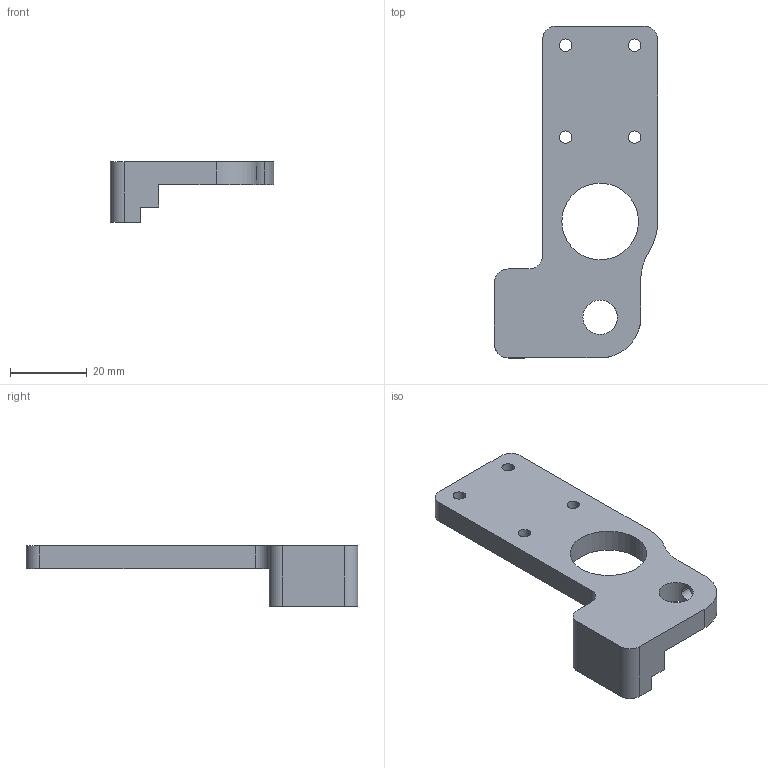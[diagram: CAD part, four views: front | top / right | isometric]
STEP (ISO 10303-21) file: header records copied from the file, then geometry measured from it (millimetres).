
FILE_DESCRIPTION (( 'STEP AP203' ), '1' );
FILE_NAME ('CB-001-004 - Motor Mount Plate.STEP', '2023-07-16T16:27:45', ( '' ), ( '' ), 'SwSTEP 2.0', 'SolidWorks 2023', '' );
FILE_SCHEMA (( 'CONFIG_CONTROL_DESIGN' ));
Length unit declared in the file: millimetre
Products named in the file (1): CB-001-004 - Motor Mount Plate
Bounding box: 42.6 x 86.6 x 15.85 mm (x, y, z)
Volume: 15946.9 mm3; surface area: 7824.8 mm2
Topology: 1 solids, 1 shells, 46 faces, 127 edges, 83 vertices
Faces by surface type: cylinder 27, plane 15, cone 4
Entity records: 1668 total; most frequent: CARTESIAN_POINT 345, DIRECTION 271, ORIENTED_EDGE 254, EDGE_CURVE 127, AXIS2_PLACEMENT_3D 103, VERTEX_POINT 83, LINE 65, VECTOR 65
